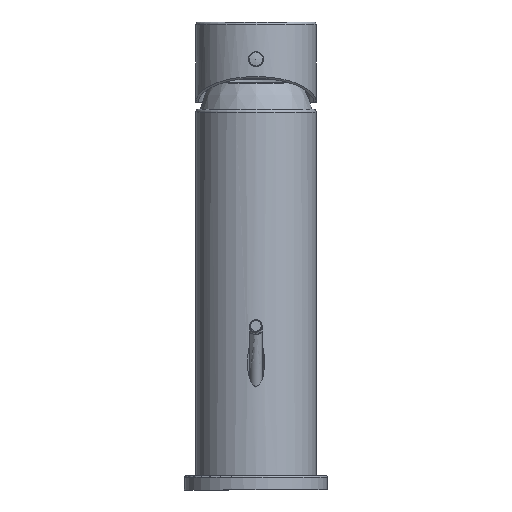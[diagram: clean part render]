
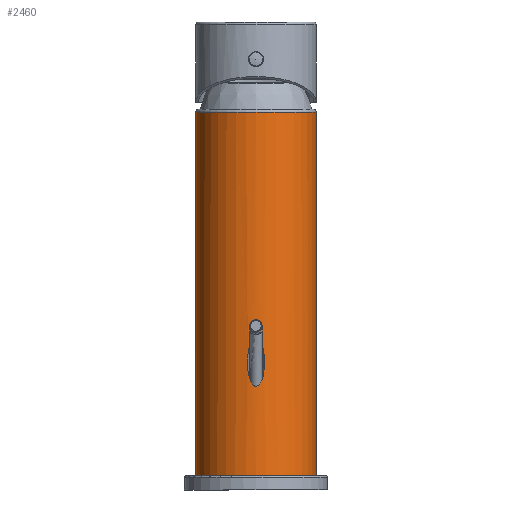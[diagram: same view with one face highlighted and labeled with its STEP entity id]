
A CAD part, left-side view. The second image highlights one B-rep face of the part: STEP entity #2460.
In plain terms, the highlighted cylindrical face has radius 21 mm (diameter 42 mm), a full revolution.
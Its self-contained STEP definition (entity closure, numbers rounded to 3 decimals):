
#151=FACE_BOUND('',#713,.T.);
#173=LINE('',#3927,#314);
#174=LINE('',#3931,#315);
#175=LINE('',#3935,#316);
#314=VECTOR('',#3064,21.);
#315=VECTOR('',#3067,25.);
#316=VECTOR('',#3070,25.);
#454=B_SPLINE_CURVE_WITH_KNOTS('',3,(#3880,#3881,#3882,#3883,#3884,#3885,
#3886,#3887,#3888,#3889,#3890,#3891,#3892,#3893,#3894,#3895,#3896,#3897,
#3898,#3899,#3900,#3901,#3902,#3903,#3904,#3905,#3906,#3907,#3908,#3909,
#3910,#3911,#3912,#3913,#3914,#3915,#3916,#3917,#3918,#3919,#3920,#3921),
 .UNSPECIFIED.,.T.,.F.,(4,2,2,2,2,2,2,2,2,2,2,2,2,2,2,2,2,2,2,2,4),(0.,
0.566,0.776,0.827,0.879,
0.931,0.983,1.192,1.758,2.133,
2.32,2.507,2.663,2.7,2.738,
2.776,2.814,2.97,3.157,3.344,
3.718),.UNSPECIFIED.);
#505=CYLINDRICAL_SURFACE('',#2711,21.);
#554=FACE_OUTER_BOUND('',#712,.T.);
#712=EDGE_LOOP('',(#1679,#1680,#1681,#1682,#1683,#1684,#1685,#1686));
#713=EDGE_LOOP('',(#1687));
#888=CIRCLE('',#2706,21.);
#891=CIRCLE('',#2712,21.);
#892=CIRCLE('',#2713,21.);
#893=CIRCLE('',#2714,21.);
#1047=VERTEX_POINT('',#3873);
#1049=VERTEX_POINT('',#3879);
#1051=VERTEX_POINT('',#3926);
#1052=VERTEX_POINT('',#3928);
#1053=VERTEX_POINT('',#3930);
#1054=VERTEX_POINT('',#3932);
#1055=VERTEX_POINT('',#3934);
#1293=EDGE_CURVE('',#1047,#1047,#888,.T.);
#1295=EDGE_CURVE('',#1049,#1049,#454,.T.);
#1298=EDGE_CURVE('',#1047,#1051,#173,.T.);
#1299=EDGE_CURVE('',#1052,#1051,#891,.T.);
#1300=EDGE_CURVE('',#1053,#1052,#174,.T.);
#1301=EDGE_CURVE('',#1053,#1054,#892,.T.);
#1302=EDGE_CURVE('',#1055,#1054,#175,.T.);
#1303=EDGE_CURVE('',#1051,#1055,#893,.T.);
#1679=ORIENTED_EDGE('',*,*,#1293,.F.);
#1680=ORIENTED_EDGE('',*,*,#1298,.T.);
#1681=ORIENTED_EDGE('',*,*,#1299,.F.);
#1682=ORIENTED_EDGE('',*,*,#1300,.F.);
#1683=ORIENTED_EDGE('',*,*,#1301,.T.);
#1684=ORIENTED_EDGE('',*,*,#1302,.F.);
#1685=ORIENTED_EDGE('',*,*,#1303,.F.);
#1686=ORIENTED_EDGE('',*,*,#1298,.F.);
#1687=ORIENTED_EDGE('',*,*,#1295,.T.);
#2460=ADVANCED_FACE('',(#554,#151),#505,.T.);
#2706=AXIS2_PLACEMENT_3D('',#3874,#3051,#3052);
#2711=AXIS2_PLACEMENT_3D('',#3925,#3062,#3063);
#2712=AXIS2_PLACEMENT_3D('',#3929,#3065,#3066);
#2713=AXIS2_PLACEMENT_3D('',#3933,#3068,#3069);
#2714=AXIS2_PLACEMENT_3D('',#3936,#3071,#3072);
#3051=DIRECTION('center_axis',(0.,-1.,0.));
#3052=DIRECTION('ref_axis',(1.,0.,0.));
#3062=DIRECTION('center_axis',(0.,-1.,0.));
#3063=DIRECTION('ref_axis',(-1.,0.,0.));
#3064=DIRECTION('',(0.,1.,0.));
#3065=DIRECTION('center_axis',(0.,1.,0.));
#3066=DIRECTION('ref_axis',(0.605,0.,0.796));
#3067=DIRECTION('',(0.,-1.,0.));
#3068=DIRECTION('center_axis',(0.,-1.,0.));
#3069=DIRECTION('ref_axis',(-1.,0.,0.));
#3070=DIRECTION('',(0.,1.,0.));
#3071=DIRECTION('center_axis',(0.,1.,0.));
#3072=DIRECTION('ref_axis',(0.605,0.,0.796));
#3873=CARTESIAN_POINT('',(21.,0.,0.));
#3874=CARTESIAN_POINT('Origin',(0.,0.,
0.));
#3879=CARTESIAN_POINT('',(-21.,48.771,0.));
#3880=CARTESIAN_POINT('Ctrl Pts',(-20.785,39.408,3.));
#3881=CARTESIAN_POINT('Ctrl Pts',(-20.785,37.521,3.));
#3882=CARTESIAN_POINT('Ctrl Pts',(-20.825,35.267,2.788));
#3883=CARTESIAN_POINT('Ctrl Pts',(-20.918,32.849,1.874));
#3884=CARTESIAN_POINT('Ctrl Pts',(-20.953,32.101,1.499));
#3885=CARTESIAN_POINT('Ctrl Pts',(-20.983,31.528,0.844));
#3886=CARTESIAN_POINT('Ctrl Pts',(-20.989,31.419,0.689));
#3887=CARTESIAN_POINT('Ctrl Pts',(-20.998,31.269,0.353));
#3888=CARTESIAN_POINT('Ctrl Pts',(-21.,31.229,0.172));
#3889=CARTESIAN_POINT('Ctrl Pts',(-21.,31.229,-0.172));
#3890=CARTESIAN_POINT('Ctrl Pts',(-20.998,31.269,-0.353));
#3891=CARTESIAN_POINT('Ctrl Pts',(-20.989,31.419,-0.689));
#3892=CARTESIAN_POINT('Ctrl Pts',(-20.983,31.528,-0.844));
#3893=CARTESIAN_POINT('Ctrl Pts',(-20.953,32.101,-1.499));
#3894=CARTESIAN_POINT('Ctrl Pts',(-20.918,32.849,-1.874));
#3895=CARTESIAN_POINT('Ctrl Pts',(-20.825,35.267,-2.788));
#3896=CARTESIAN_POINT('Ctrl Pts',(-20.785,37.521,-3.));
#3897=CARTESIAN_POINT('Ctrl Pts',(-20.785,40.656,-3.));
#3898=CARTESIAN_POINT('Ctrl Pts',(-20.799,42.021,-2.908));
#3899=CARTESIAN_POINT('Ctrl Pts',(-20.84,44.029,-2.593));
#3900=CARTESIAN_POINT('Ctrl Pts',(-20.856,44.69,-2.458));
#3901=CARTESIAN_POINT('Ctrl Pts',(-20.894,45.964,-2.119));
#3902=CARTESIAN_POINT('Ctrl Pts',(-20.914,46.577,-1.916));
#3903=CARTESIAN_POINT('Ctrl Pts',(-20.952,47.612,-1.433));
#3904=CARTESIAN_POINT('Ctrl Pts',(-20.974,48.152,-1.123));
#3905=CARTESIAN_POINT('Ctrl Pts',(-20.991,48.56,-0.623));
#3906=CARTESIAN_POINT('Ctrl Pts',(-20.994,48.637,-0.508));
#3907=CARTESIAN_POINT('Ctrl Pts',(-20.999,48.743,-0.259));
#3908=CARTESIAN_POINT('Ctrl Pts',(-21.,48.771,-0.126));
#3909=CARTESIAN_POINT('Ctrl Pts',(-21.,48.771,0.126));
#3910=CARTESIAN_POINT('Ctrl Pts',(-20.999,48.743,0.259));
#3911=CARTESIAN_POINT('Ctrl Pts',(-20.994,48.637,0.508));
#3912=CARTESIAN_POINT('Ctrl Pts',(-20.991,48.56,0.623));
#3913=CARTESIAN_POINT('Ctrl Pts',(-20.974,48.152,1.123));
#3914=CARTESIAN_POINT('Ctrl Pts',(-20.952,47.612,1.433));
#3915=CARTESIAN_POINT('Ctrl Pts',(-20.914,46.577,1.916));
#3916=CARTESIAN_POINT('Ctrl Pts',(-20.894,45.964,2.119));
#3917=CARTESIAN_POINT('Ctrl Pts',(-20.856,44.69,2.458));
#3918=CARTESIAN_POINT('Ctrl Pts',(-20.84,44.029,2.593));
#3919=CARTESIAN_POINT('Ctrl Pts',(-20.799,42.021,2.908));
#3920=CARTESIAN_POINT('Ctrl Pts',(-20.785,40.656,3.));
#3921=CARTESIAN_POINT('Ctrl Pts',(-20.785,39.408,3.));
#3925=CARTESIAN_POINT('Origin',(0.,134.4,0.));
#3926=CARTESIAN_POINT('',(21.,102.,0.));
#3927=CARTESIAN_POINT('',(21.,134.4,0.));
#3928=CARTESIAN_POINT('',(12.703,102.,16.722));
#3929=CARTESIAN_POINT('Origin',(0.,102.,0.));
#3930=CARTESIAN_POINT('',(12.703,127.,16.722));
#3931=CARTESIAN_POINT('',(12.703,127.,16.722));
#3932=CARTESIAN_POINT('',(12.703,127.,-16.722));
#3933=CARTESIAN_POINT('Origin',(0.,127.,0.));
#3934=CARTESIAN_POINT('',(12.703,102.,-16.722));
#3935=CARTESIAN_POINT('',(12.703,102.,-16.722));
#3936=CARTESIAN_POINT('Origin',(0.,102.,0.));
